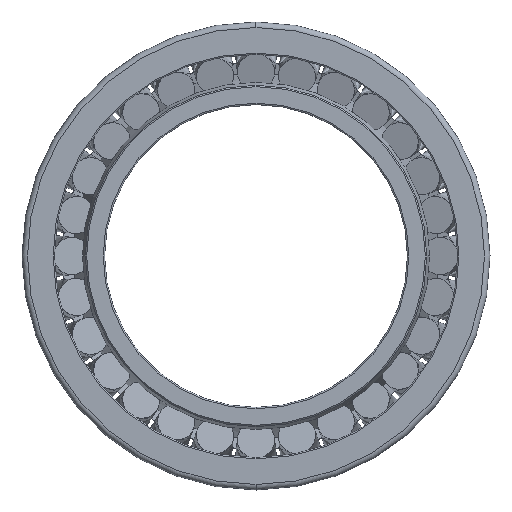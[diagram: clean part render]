
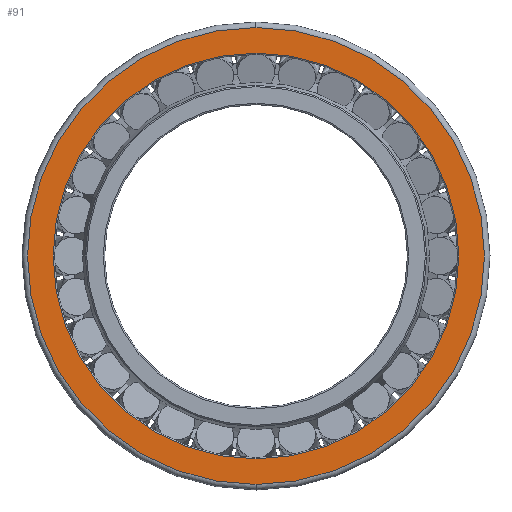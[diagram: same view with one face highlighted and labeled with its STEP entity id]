
A CAD part, left-side view. The second image highlights one B-rep face of the part: STEP entity #91.
In plain terms, the highlighted planar face has unit normal (-1, 0, 0).
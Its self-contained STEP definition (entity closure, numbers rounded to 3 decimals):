
#91=ADVANCED_FACE('',(#327,#328),#329,.T.);
#327=FACE_OUTER_BOUND('',#795,.T.);
#328=FACE_BOUND('',#796,.T.);
#329=PLANE('',#797);
#795=EDGE_LOOP('',(#1427,#1428,#1429));
#796=EDGE_LOOP('',(#1430,#1431,#1432));
#797=AXIS2_PLACEMENT_3D('',#1433,#1434,#1435);
#1427=ORIENTED_EDGE('',*,*,#2739,.F.);
#1428=ORIENTED_EDGE('',*,*,#2738,.F.);
#1429=ORIENTED_EDGE('',*,*,#2742,.F.);
#1430=ORIENTED_EDGE('',*,*,#2716,.T.);
#1431=ORIENTED_EDGE('',*,*,#2713,.T.);
#1432=ORIENTED_EDGE('',*,*,#2717,.T.);
#1433=CARTESIAN_POINT('',(0.0,78.347,0.0));
#1434=DIRECTION('',(-1.0,-0.0,0.0));
#1435=DIRECTION('',(0.0,-1.0,-0.0));
#2713=EDGE_CURVE('',#3169,#3167,#3170,.T.);
#2716=EDGE_CURVE('',#3173,#3169,#3174,.T.);
#2717=EDGE_CURVE('',#3167,#3173,#3175,.T.);
#2738=EDGE_CURVE('',#3211,#3214,#3215,.T.);
#2739=EDGE_CURVE('',#3214,#3216,#3217,.T.);
#2742=EDGE_CURVE('',#3216,#3211,#3220,.T.);
#3167=VERTEX_POINT('',#3885);
#3169=VERTEX_POINT('',#3887);
#3170=CIRCLE('',#3888,73.693);
#3173=VERTEX_POINT('',#3891);
#3174=CIRCLE('',#3892,73.693);
#3175=CIRCLE('',#3893,73.693);
#3211=VERTEX_POINT('',#3933);
#3214=VERTEX_POINT('',#3936);
#3215=CIRCLE('',#3937,83.0);
#3216=VERTEX_POINT('',#3938);
#3217=CIRCLE('',#3939,83.0);
#3220=CIRCLE('',#3942,83.0);
#3885=CARTESIAN_POINT('',(0.0,0.,-73.693));
#3887=CARTESIAN_POINT('',(0.0,0.,73.693));
#3888=AXIS2_PLACEMENT_3D('',#6816,#6817,#6818);
#3891=CARTESIAN_POINT('',(0.0,73.693,0.0));
#3892=AXIS2_PLACEMENT_3D('',#6825,#6826,#6827);
#3893=AXIS2_PLACEMENT_3D('',#6828,#6829,#6830);
#3933=CARTESIAN_POINT('',(0.0,0.,-83.0));
#3936=CARTESIAN_POINT('',(0.0,83.0,0.0));
#3937=AXIS2_PLACEMENT_3D('',#6883,#6884,#6885);
#3938=CARTESIAN_POINT('',(0.0,0.,83.0));
#3939=AXIS2_PLACEMENT_3D('',#6886,#6887,#6888);
#3942=AXIS2_PLACEMENT_3D('',#6895,#6896,#6897);
#6816=CARTESIAN_POINT('',(0.0,0.0,0.0));
#6817=DIRECTION('',(1.0,0.0,0.0));
#6818=DIRECTION('',(0.0,1.0,0.0));
#6825=CARTESIAN_POINT('',(0.0,0.0,0.0));
#6826=DIRECTION('',(1.0,0.0,0.0));
#6827=DIRECTION('',(0.0,1.0,0.0));
#6828=CARTESIAN_POINT('',(0.0,0.0,0.0));
#6829=DIRECTION('',(1.0,0.0,0.0));
#6830=DIRECTION('',(0.0,1.0,0.0));
#6883=CARTESIAN_POINT('',(0.0,0.0,0.0));
#6884=DIRECTION('',(1.0,0.0,0.0));
#6885=DIRECTION('',(0.0,1.0,0.0));
#6886=CARTESIAN_POINT('',(0.0,0.0,0.0));
#6887=DIRECTION('',(1.0,0.0,0.0));
#6888=DIRECTION('',(0.0,1.0,0.0));
#6895=CARTESIAN_POINT('',(0.0,0.0,0.0));
#6896=DIRECTION('',(1.0,0.0,0.0));
#6897=DIRECTION('',(0.0,1.0,0.0));
